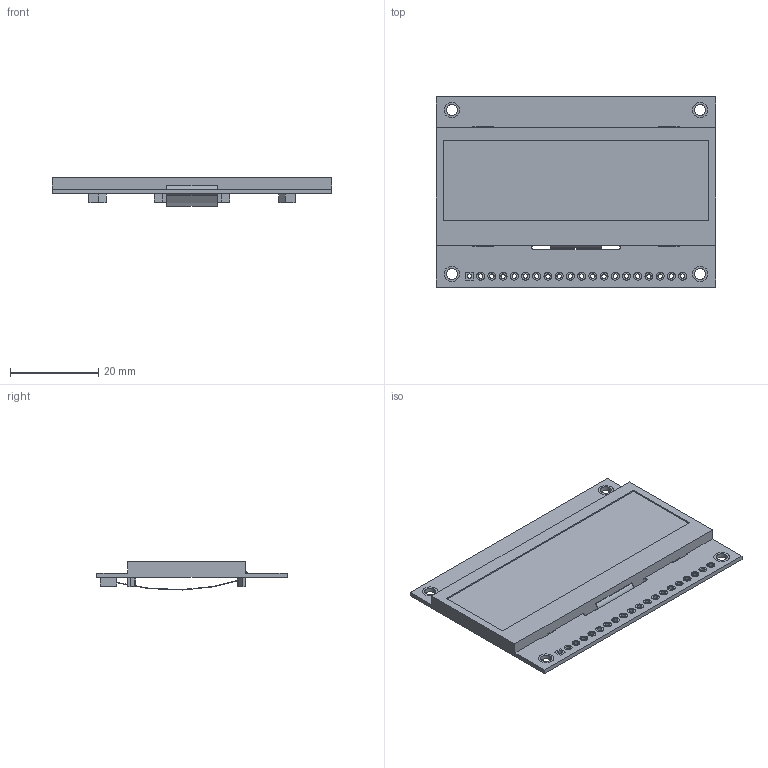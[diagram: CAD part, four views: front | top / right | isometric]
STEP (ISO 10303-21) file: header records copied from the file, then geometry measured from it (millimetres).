
FILE_DESCRIPTION (( 'STEP AP214' ), '1' );
FILE_NAME ('NHD-2.23-12832U.STEP', '2017-10-31T13:55:49', ( '' ), ( '' ), 'SwSTEP 2.0', 'SolidWorks 2017', '' );
FILE_SCHEMA (( 'AUTOMOTIVE_DESIGN' ));
Length unit declared in the file: millimetre
Products named in the file (1): NHD-2.23-12832U
Bounding box: 63.2 x 43.1 x 6.35 mm (x, y, z)
Volume: 6705.7 mm3; surface area: 7138.2 mm2
Topology: 1 solids, 1 shells, 305 faces, 746 edges, 488 vertices
Faces by surface type: cylinder 160, plane 141, bspline 4
Entity records: 12621 total; most frequent: DIRECTION 1662, CARTESIAN_POINT 1624, ORIENTED_EDGE 1492, EDGE_CURVE 746, AXIS2_PLACEMENT_3D 622, VERTEX_POINT 488, LINE 418, VECTOR 418
